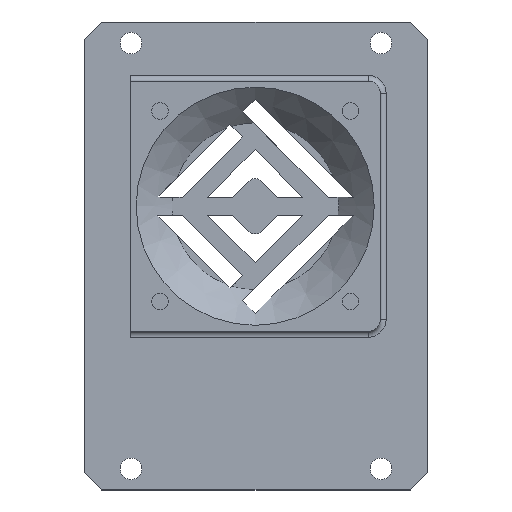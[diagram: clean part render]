
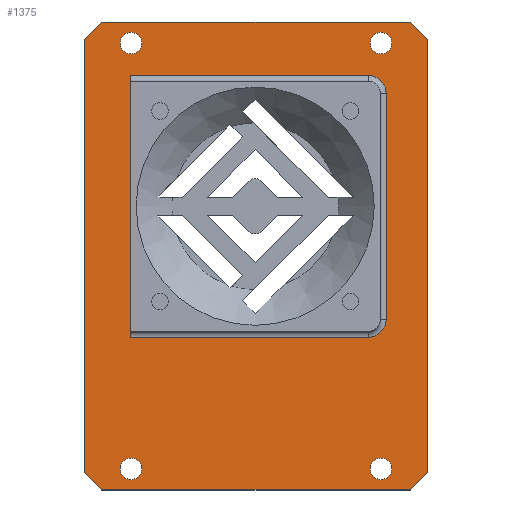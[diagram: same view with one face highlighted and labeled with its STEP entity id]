
A CAD part, top view. The second image highlights one B-rep face of the part: STEP entity #1375.
In plain terms, the highlighted planar face has unit normal (0, 0, 1).
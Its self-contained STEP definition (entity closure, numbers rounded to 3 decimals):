
#41=FACE_BOUND('',#256,.T.);
#42=FACE_BOUND('',#257,.T.);
#43=FACE_BOUND('',#258,.T.);
#44=FACE_BOUND('',#259,.T.);
#45=FACE_BOUND('',#260,.T.);
#106=PLANE('',#1501);
#178=FACE_OUTER_BOUND('',#255,.T.);
#255=EDGE_LOOP('',(#1232,#1233,#1234,#1235,#1236,#1237,#1238,#1239));
#256=EDGE_LOOP('',(#1240,#1241,#1242,#1243,#1244,#1245));
#257=EDGE_LOOP('',(#1246));
#258=EDGE_LOOP('',(#1247));
#259=EDGE_LOOP('',(#1248));
#260=EDGE_LOOP('',(#1249));
#272=LINE('',#1869,#406);
#274=LINE('',#1883,#408);
#276=LINE('',#1895,#410);
#377=LINE('',#2213,#511);
#382=LINE('',#2245,#516);
#386=LINE('',#2253,#520);
#389=LINE('',#2259,#523);
#392=LINE('',#2265,#526);
#395=LINE('',#2271,#529);
#398=LINE('',#2277,#532);
#401=LINE('',#2283,#535);
#404=LINE('',#2288,#538);
#406=VECTOR('',#1509,10.);
#408=VECTOR('',#1525,10.);
#410=VECTOR('',#1539,10.);
#511=VECTOR('',#1782,10.);
#516=VECTOR('',#1821,10.);
#520=VECTOR('',#1827,10.);
#523=VECTOR('',#1832,10.);
#526=VECTOR('',#1837,10.);
#529=VECTOR('',#1842,10.);
#532=VECTOR('',#1847,10.);
#535=VECTOR('',#1852,10.);
#538=VECTOR('',#1857,10.);
#543=CIRCLE('',#1396,3.);
#547=CIRCLE('',#1402,3.);
#575=CIRCLE('',#1483,1.8);
#577=CIRCLE('',#1486,1.8);
#579=CIRCLE('',#1489,1.8);
#581=CIRCLE('',#1492,1.8);
#583=VERTEX_POINT('',#1866);
#584=VERTEX_POINT('',#1868);
#587=VERTEX_POINT('',#1875);
#589=VERTEX_POINT('',#1881);
#591=VERTEX_POINT('',#1887);
#593=VERTEX_POINT('',#1893);
#687=VERTEX_POINT('',#2221);
#689=VERTEX_POINT('',#2227);
#691=VERTEX_POINT('',#2233);
#693=VERTEX_POINT('',#2239);
#694=VERTEX_POINT('',#2243);
#695=VERTEX_POINT('',#2244);
#698=VERTEX_POINT('',#2252);
#700=VERTEX_POINT('',#2258);
#702=VERTEX_POINT('',#2264);
#704=VERTEX_POINT('',#2270);
#706=VERTEX_POINT('',#2276);
#708=VERTEX_POINT('',#2282);
#711=EDGE_CURVE('',#583,#584,#272,.T.);
#715=EDGE_CURVE('',#587,#583,#543,.T.);
#718=EDGE_CURVE('',#589,#587,#274,.T.);
#721=EDGE_CURVE('',#591,#589,#547,.T.);
#724=EDGE_CURVE('',#593,#591,#276,.T.);
#867=EDGE_CURVE('',#593,#584,#377,.T.);
#870=EDGE_CURVE('',#687,#687,#575,.T.);
#873=EDGE_CURVE('',#689,#689,#577,.T.);
#876=EDGE_CURVE('',#691,#691,#579,.T.);
#879=EDGE_CURVE('',#693,#693,#581,.T.);
#880=EDGE_CURVE('',#694,#695,#382,.T.);
#884=EDGE_CURVE('',#695,#698,#386,.T.);
#887=EDGE_CURVE('',#700,#698,#389,.T.);
#890=EDGE_CURVE('',#700,#702,#392,.T.);
#893=EDGE_CURVE('',#702,#704,#395,.T.);
#896=EDGE_CURVE('',#704,#706,#398,.T.);
#899=EDGE_CURVE('',#708,#706,#401,.T.);
#902=EDGE_CURVE('',#708,#694,#404,.T.);
#1232=ORIENTED_EDGE('',*,*,#902,.T.);
#1233=ORIENTED_EDGE('',*,*,#880,.T.);
#1234=ORIENTED_EDGE('',*,*,#884,.T.);
#1235=ORIENTED_EDGE('',*,*,#887,.F.);
#1236=ORIENTED_EDGE('',*,*,#890,.T.);
#1237=ORIENTED_EDGE('',*,*,#893,.T.);
#1238=ORIENTED_EDGE('',*,*,#896,.T.);
#1239=ORIENTED_EDGE('',*,*,#899,.F.);
#1240=ORIENTED_EDGE('',*,*,#867,.T.);
#1241=ORIENTED_EDGE('',*,*,#711,.F.);
#1242=ORIENTED_EDGE('',*,*,#715,.F.);
#1243=ORIENTED_EDGE('',*,*,#718,.F.);
#1244=ORIENTED_EDGE('',*,*,#721,.F.);
#1245=ORIENTED_EDGE('',*,*,#724,.F.);
#1246=ORIENTED_EDGE('',*,*,#879,.T.);
#1247=ORIENTED_EDGE('',*,*,#876,.T.);
#1248=ORIENTED_EDGE('',*,*,#873,.T.);
#1249=ORIENTED_EDGE('',*,*,#870,.T.);
#1375=ADVANCED_FACE('',(#178,#41,#42,#43,#44,#45),#106,.T.);
#1396=AXIS2_PLACEMENT_3D('',#1877,#1517,#1518);
#1402=AXIS2_PLACEMENT_3D('',#1889,#1531,#1532);
#1483=AXIS2_PLACEMENT_3D('',#2223,#1796,#1797);
#1486=AXIS2_PLACEMENT_3D('',#2229,#1803,#1804);
#1489=AXIS2_PLACEMENT_3D('',#2235,#1810,#1811);
#1492=AXIS2_PLACEMENT_3D('',#2241,#1817,#1818);
#1501=AXIS2_PLACEMENT_3D('',#2290,#1859,#1860);
#1509=DIRECTION('',(-1.,0.,0.));
#1517=DIRECTION('center_axis',(0.,0.,1.));
#1518=DIRECTION('ref_axis',(0.707,0.707,0.));
#1525=DIRECTION('',(0.,1.,0.));
#1531=DIRECTION('center_axis',(0.,0.,1.));
#1532=DIRECTION('ref_axis',(0.707,-0.707,0.));
#1539=DIRECTION('',(1.,0.,0.));
#1782=DIRECTION('',(0.,1.,0.));
#1796=DIRECTION('center_axis',(0.,0.,-1.));
#1797=DIRECTION('ref_axis',(0.,-1.,0.));
#1803=DIRECTION('center_axis',(0.,0.,-1.));
#1804=DIRECTION('ref_axis',(0.,-1.,0.));
#1810=DIRECTION('center_axis',(0.,0.,-1.));
#1811=DIRECTION('ref_axis',(0.,-1.,0.));
#1817=DIRECTION('center_axis',(0.,0.,-1.));
#1818=DIRECTION('ref_axis',(0.,-1.,0.));
#1821=DIRECTION('',(-0.707,0.707,0.));
#1827=DIRECTION('',(-1.,0.,0.));
#1832=DIRECTION('',(0.707,0.707,0.));
#1837=DIRECTION('',(0.,-1.,0.));
#1842=DIRECTION('',(0.707,-0.707,0.));
#1847=DIRECTION('',(1.,0.,0.));
#1852=DIRECTION('',(-0.707,-0.707,0.));
#1857=DIRECTION('',(0.,1.,0.));
#1859=DIRECTION('center_axis',(0.,0.,1.));
#1860=DIRECTION('ref_axis',(0.,-1.,0.));
#1866=CARTESIAN_POINT('',(141.063,-13.735,5.004));
#1868=CARTESIAN_POINT('',(101.063,-13.735,5.004));
#1869=CARTESIAN_POINT('',(132.631,-13.735,5.004));
#1875=CARTESIAN_POINT('',(144.063,-16.735,5.004));
#1877=CARTESIAN_POINT('Origin',(141.063,-16.735,5.004));
#1881=CARTESIAN_POINT('',(144.063,-54.735,5.004));
#1883=CARTESIAN_POINT('',(144.063,-50.41,5.004));
#1887=CARTESIAN_POINT('',(141.063,-57.735,5.004));
#1889=CARTESIAN_POINT('Origin',(141.063,-54.735,5.004));
#1893=CARTESIAN_POINT('',(101.063,-57.735,5.004));
#1895=CARTESIAN_POINT('',(111.631,-57.735,5.004));
#2213=CARTESIAN_POINT('',(101.063,-29.41,5.004));
#2221=CARTESIAN_POINT('',(101.2,-6.535,5.004));
#2223=CARTESIAN_POINT('Origin',(101.2,-8.335,5.004));
#2227=CARTESIAN_POINT('',(143.2,-78.035,5.004));
#2229=CARTESIAN_POINT('Origin',(143.2,-79.835,5.004));
#2233=CARTESIAN_POINT('',(101.2,-78.035,5.004));
#2235=CARTESIAN_POINT('Origin',(101.2,-79.835,5.004));
#2239=CARTESIAN_POINT('',(143.2,-6.535,5.004));
#2241=CARTESIAN_POINT('Origin',(143.2,-8.335,5.004));
#2243=CARTESIAN_POINT('',(151.,-7.668,5.004));
#2244=CARTESIAN_POINT('',(148.117,-4.785,5.004));
#2245=CARTESIAN_POINT('',(151.,-7.668,5.004));
#2252=CARTESIAN_POINT('',(96.283,-4.785,5.004));
#2253=CARTESIAN_POINT('',(148.117,-4.785,5.004));
#2258=CARTESIAN_POINT('',(93.4,-7.668,5.004));
#2259=CARTESIAN_POINT('',(93.4,-7.668,5.004));
#2264=CARTESIAN_POINT('',(93.4,-80.502,5.004));
#2265=CARTESIAN_POINT('',(93.4,-7.668,5.004));
#2270=CARTESIAN_POINT('',(96.283,-83.385,5.004));
#2271=CARTESIAN_POINT('',(93.4,-80.502,5.004));
#2276=CARTESIAN_POINT('',(148.117,-83.385,5.004));
#2277=CARTESIAN_POINT('',(96.283,-83.385,5.004));
#2282=CARTESIAN_POINT('',(151.,-80.502,5.004));
#2283=CARTESIAN_POINT('',(151.,-80.502,5.004));
#2288=CARTESIAN_POINT('',(151.,-76.085,5.004));
#2290=CARTESIAN_POINT('Origin',(122.2,-44.085,5.004));
